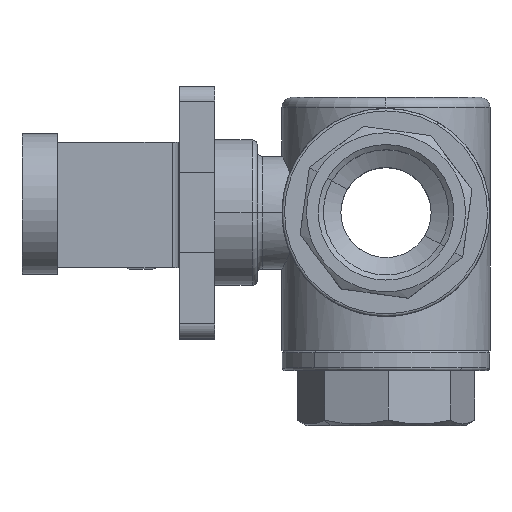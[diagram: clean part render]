
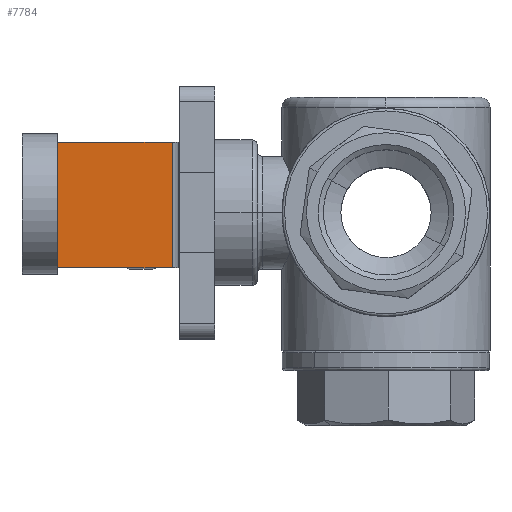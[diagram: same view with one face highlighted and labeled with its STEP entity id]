
A CAD part, top view. The second image highlights one B-rep face of the part: STEP entity #7784.
In plain terms, the highlighted planar face has unit normal (0.791, 0, 0.611).
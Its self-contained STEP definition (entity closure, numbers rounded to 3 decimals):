
#194 = DIRECTION ( 'NONE',  ( 0., -1., 0. ) ) ;
#424 = ORIENTED_EDGE ( 'NONE', *, *, #10121, .T. ) ;
#1040 = EDGE_CURVE ( 'NONE', #4999, #5524, #5822, .T. ) ;
#1287 = AXIS2_PLACEMENT_3D ( 'NONE', #2449, #1447, #3444 ) ;
#1447 = DIRECTION ( 'NONE',  ( 0.791, 0., 0.611 ) ) ;
#2100 = VECTOR ( 'NONE', #194, 1000. ) ;
#2329 = FACE_OUTER_BOUND ( 'NONE', #5287, .T. ) ;
#2449 = CARTESIAN_POINT ( 'NONE',  ( -65.983, 1.498, 90.326 ) ) ;
#3017 = CARTESIAN_POINT ( 'NONE',  ( -42.652, 13.998, 60.121 ) ) ;
#3143 = VECTOR ( 'NONE', #7471, 1000. ) ;
#3444 = DIRECTION ( 'NONE',  ( 0., -1., 0. ) ) ;
#4180 = CARTESIAN_POINT ( 'NONE',  ( -65.983, -11.002, 90.326 ) ) ;
#4344 = DIRECTION ( 'NONE',  ( -0.611, 0., 0.791 ) ) ;
#4619 = CARTESIAN_POINT ( 'NONE',  ( -65.983, 13.998, 90.326 ) ) ;
#4999 = VERTEX_POINT ( 'NONE', #10091 ) ;
#5272 = ORIENTED_EDGE ( 'NONE', *, *, #7625, .T. ) ;
#5287 = EDGE_LOOP ( 'NONE', ( #10227, #11959, #424, #5272 ) ) ;
#5524 = VERTEX_POINT ( 'NONE', #6590 ) ;
#5593 = CARTESIAN_POINT ( 'NONE',  ( -65.983, -11.002, 90.326 ) ) ;
#5822 = LINE ( 'NONE', #3017, #10751 ) ;
#6590 = CARTESIAN_POINT ( 'NONE',  ( -42.652, -11.002, 60.121 ) ) ;
#7401 = VERTEX_POINT ( 'NONE', #4180 ) ;
#7471 = DIRECTION ( 'NONE',  ( 0.611, 0., -0.791 ) ) ;
#7579 = DIRECTION ( 'NONE',  ( 0., -1., 0. ) ) ;
#7625 = EDGE_CURVE ( 'NONE', #11817, #7401, #7776, .T. ) ;
#7724 = VECTOR ( 'NONE', #4344, 1000. ) ;
#7776 = LINE ( 'NONE', #11511, #2100 ) ;
#7784 = ADVANCED_FACE ( 'NONE', ( #2329 ), #9829, .T. ) ;
#8344 = LINE ( 'NONE', #11007, #7724 ) ;
#9829 = PLANE ( 'NONE',  #1287 ) ;
#10091 = CARTESIAN_POINT ( 'NONE',  ( -42.652, 13.998, 60.121 ) ) ;
#10121 = EDGE_CURVE ( 'NONE', #4999, #11817, #8344, .T. ) ;
#10224 = LINE ( 'NONE', #5593, #3143 ) ;
#10227 = ORIENTED_EDGE ( 'NONE', *, *, #12129, .T. ) ;
#10751 = VECTOR ( 'NONE', #7579, 1000. ) ;
#11007 = CARTESIAN_POINT ( 'NONE',  ( -42.652, 13.998, 60.121 ) ) ;
#11511 = CARTESIAN_POINT ( 'NONE',  ( -65.983, 13.998, 90.326 ) ) ;
#11817 = VERTEX_POINT ( 'NONE', #4619 ) ;
#11959 = ORIENTED_EDGE ( 'NONE', *, *, #1040, .F. ) ;
#12129 = EDGE_CURVE ( 'NONE', #7401, #5524, #10224, .T. ) ;
